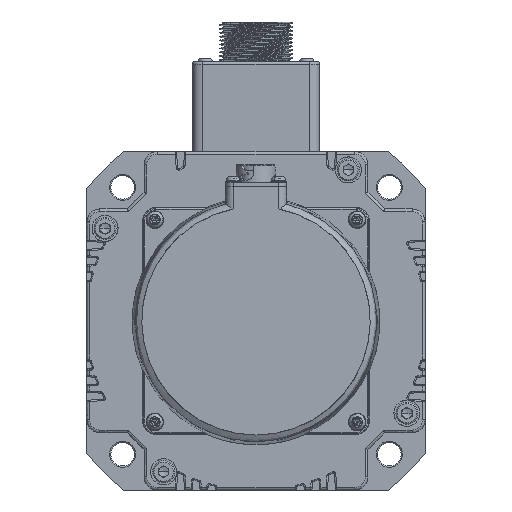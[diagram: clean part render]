
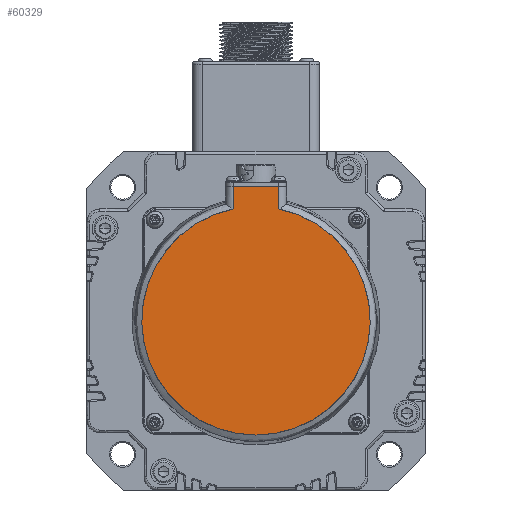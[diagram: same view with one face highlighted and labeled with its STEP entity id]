
A CAD part, front view. The second image highlights one B-rep face of the part: STEP entity #60329.
In plain terms, the highlighted planar face has unit normal (0, -1, 0).
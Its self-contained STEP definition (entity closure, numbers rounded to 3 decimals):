
#55136=CARTESIAN_POINT('',(-8.67,-68.,-21.97));
#55137=VERTEX_POINT('',#55136);
#55145=CARTESIAN_POINT('',(-8.67,-68.,-13.5));
#55146=VERTEX_POINT('',#55145);
#55147=CARTESIAN_POINT('',(-8.67,-68.,-21.97));
#55148=DIRECTION('',(0.,0.,1.));
#55149=VECTOR('',#55148,8.47);
#55150=LINE('',#55147,#55149);
#55151=EDGE_CURVE('',#55137,#55146,#55150,.T.);
#55381=CARTESIAN_POINT('',(8.67,-68.,-13.5));
#55382=VERTEX_POINT('',#55381);
#55390=CARTESIAN_POINT('',(8.67,-68.,-21.97));
#55391=VERTEX_POINT('',#55390);
#55392=CARTESIAN_POINT('',(8.67,-68.,-13.5));
#55393=DIRECTION('',(0.,0.,-1.));
#55394=VECTOR('',#55393,8.47);
#55395=LINE('',#55392,#55394);
#55396=EDGE_CURVE('',#55382,#55391,#55395,.T.);
#60300=CARTESIAN_POINT('',(0.,-68.,-65.));
#60301=DIRECTION('',(0.198,0.,0.98));
#60302=DIRECTION('',(0.,1.,0.));
#60303=AXIS2_PLACEMENT_3D('',#60300,#60302,#60301);
#60304=CIRCLE('',#60303,43.895);
#60305=EDGE_CURVE('',#55391,#55137,#60304,.T.);
#60313=CARTESIAN_POINT('',(0.,-68.,-61.483));
#60314=DIRECTION('',(0.,0.,-1.));
#60315=DIRECTION('',(0.,-1.,0.));
#60316=AXIS2_PLACEMENT_3D('',#60313,#60315,#60314);
#60317=PLANE('',#60316);
#60318=ORIENTED_EDGE('',*,*,#60305,.F.);
#60319=ORIENTED_EDGE('',*,*,#55396,.F.);
#60320=CARTESIAN_POINT('',(8.67,-68.,-13.5));
#60321=DIRECTION('',(-1.,0.,0.));
#60322=VECTOR('',#60321,17.34);
#60323=LINE('',#60320,#60322);
#60324=EDGE_CURVE('',#55382,#55146,#60323,.T.);
#60325=ORIENTED_EDGE('',*,*,#60324,.T.);
#60326=ORIENTED_EDGE('',*,*,#55151,.F.);
#60327=EDGE_LOOP('',(#60318,#60319,#60325,#60326));
#60328=FACE_OUTER_BOUND('',#60327,.T.);
#60329=ADVANCED_FACE('',(#60328),#60317,.T.);
